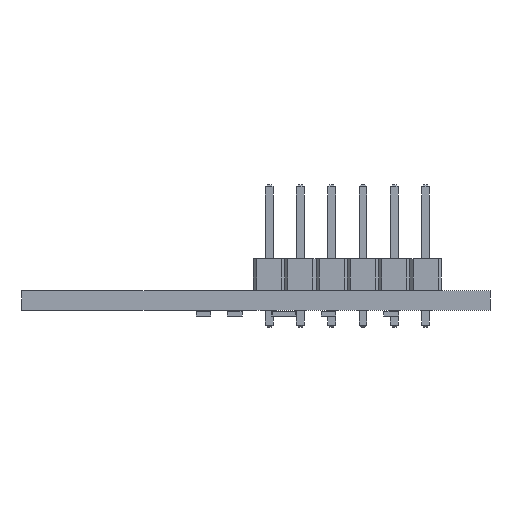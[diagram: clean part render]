
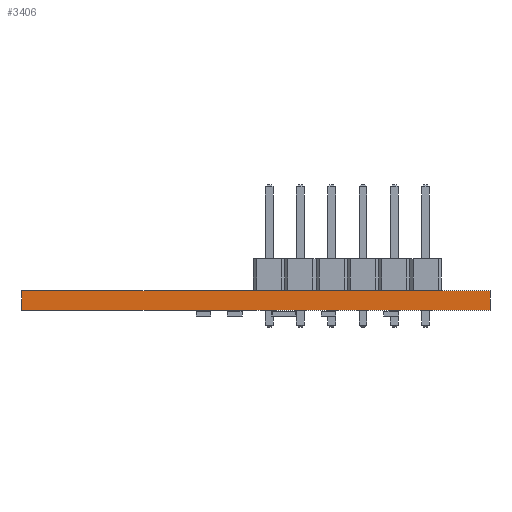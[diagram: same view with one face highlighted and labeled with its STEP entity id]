
A CAD part, front view. The second image highlights one B-rep face of the part: STEP entity #3406.
In plain terms, the highlighted planar face has unit normal (0, -1, 0).
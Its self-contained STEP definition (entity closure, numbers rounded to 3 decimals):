
#3406 = ADVANCED_FACE('',(#3407),#3421,.T.);
#3407 = FACE_BOUND('',#3408,.T.);
#3408 = EDGE_LOOP('',(#3409,#3444,#3472,#3500));
#3409 = ORIENTED_EDGE('',*,*,#3410,.T.);
#3410 = EDGE_CURVE('',#3411,#3413,#3415,.T.);
#3411 = VERTEX_POINT('',#3412);
#3412 = CARTESIAN_POINT('',(156.805,-113.174,0.));
#3413 = VERTEX_POINT('',#3414);
#3414 = CARTESIAN_POINT('',(156.805,-113.174,1.6));
#3415 = SURFACE_CURVE('',#3416,(#3420,#3432),.PCURVE_S1.);
#3416 = LINE('',#3417,#3418);
#3417 = CARTESIAN_POINT('',(156.805,-113.174,0.));
#3418 = VECTOR('',#3419,1.);
#3419 = DIRECTION('',(0.,0.,1.));
#3420 = PCURVE('',#3421,#3426);
#3421 = PLANE('',#3422);
#3422 = AXIS2_PLACEMENT_3D('',#3423,#3424,#3425);
#3423 = CARTESIAN_POINT('',(156.805,-113.174,0.));
#3424 = DIRECTION('',(0.,-1.,0.));
#3425 = DIRECTION('',(-1.,0.,0.));
#3426 = DEFINITIONAL_REPRESENTATION('',(#3427),#3431);
#3427 = LINE('',#3428,#3429);
#3428 = CARTESIAN_POINT('',(0.,-0.));
#3429 = VECTOR('',#3430,1.);
#3430 = DIRECTION('',(0.,-1.));
#3431 = ( GEOMETRIC_REPRESENTATION_CONTEXT(2) 
PARAMETRIC_REPRESENTATION_CONTEXT() REPRESENTATION_CONTEXT('2D SPACE',''
  ) );
#3432 = PCURVE('',#3433,#3438);
#3433 = PLANE('',#3434);
#3434 = AXIS2_PLACEMENT_3D('',#3435,#3436,#3437);
#3435 = CARTESIAN_POINT('',(156.805,-63.174,0.));
#3436 = DIRECTION('',(1.,0.,-0.));
#3437 = DIRECTION('',(0.,-1.,0.));
#3438 = DEFINITIONAL_REPRESENTATION('',(#3439),#3443);
#3439 = LINE('',#3440,#3441);
#3440 = CARTESIAN_POINT('',(50.,0.));
#3441 = VECTOR('',#3442,1.);
#3442 = DIRECTION('',(0.,-1.));
#3443 = ( GEOMETRIC_REPRESENTATION_CONTEXT(2) 
PARAMETRIC_REPRESENTATION_CONTEXT() REPRESENTATION_CONTEXT('2D SPACE',''
  ) );
#3444 = ORIENTED_EDGE('',*,*,#3445,.T.);
#3445 = EDGE_CURVE('',#3413,#3446,#3448,.T.);
#3446 = VERTEX_POINT('',#3447);
#3447 = CARTESIAN_POINT('',(118.805,-113.174,1.6));
#3448 = SURFACE_CURVE('',#3449,(#3453,#3460),.PCURVE_S1.);
#3449 = LINE('',#3450,#3451);
#3450 = CARTESIAN_POINT('',(156.805,-113.174,1.6));
#3451 = VECTOR('',#3452,1.);
#3452 = DIRECTION('',(-1.,0.,0.));
#3453 = PCURVE('',#3421,#3454);
#3454 = DEFINITIONAL_REPRESENTATION('',(#3455),#3459);
#3455 = LINE('',#3456,#3457);
#3456 = CARTESIAN_POINT('',(0.,-1.6));
#3457 = VECTOR('',#3458,1.);
#3458 = DIRECTION('',(1.,0.));
#3459 = ( GEOMETRIC_REPRESENTATION_CONTEXT(2) 
PARAMETRIC_REPRESENTATION_CONTEXT() REPRESENTATION_CONTEXT('2D SPACE',''
  ) );
#3460 = PCURVE('',#3461,#3466);
#3461 = PLANE('',#3462);
#3462 = AXIS2_PLACEMENT_3D('',#3463,#3464,#3465);
#3463 = CARTESIAN_POINT('',(137.805,-88.174,1.6));
#3464 = DIRECTION('',(-0.,-0.,-1.));
#3465 = DIRECTION('',(-1.,0.,0.));
#3466 = DEFINITIONAL_REPRESENTATION('',(#3467),#3471);
#3467 = LINE('',#3468,#3469);
#3468 = CARTESIAN_POINT('',(-19.,-25.));
#3469 = VECTOR('',#3470,1.);
#3470 = DIRECTION('',(1.,0.));
#3471 = ( GEOMETRIC_REPRESENTATION_CONTEXT(2) 
PARAMETRIC_REPRESENTATION_CONTEXT() REPRESENTATION_CONTEXT('2D SPACE',''
  ) );
#3472 = ORIENTED_EDGE('',*,*,#3473,.F.);
#3473 = EDGE_CURVE('',#3474,#3446,#3476,.T.);
#3474 = VERTEX_POINT('',#3475);
#3475 = CARTESIAN_POINT('',(118.805,-113.174,0.));
#3476 = SURFACE_CURVE('',#3477,(#3481,#3488),.PCURVE_S1.);
#3477 = LINE('',#3478,#3479);
#3478 = CARTESIAN_POINT('',(118.805,-113.174,0.));
#3479 = VECTOR('',#3480,1.);
#3480 = DIRECTION('',(0.,0.,1.));
#3481 = PCURVE('',#3421,#3482);
#3482 = DEFINITIONAL_REPRESENTATION('',(#3483),#3487);
#3483 = LINE('',#3484,#3485);
#3484 = CARTESIAN_POINT('',(38.,0.));
#3485 = VECTOR('',#3486,1.);
#3486 = DIRECTION('',(0.,-1.));
#3487 = ( GEOMETRIC_REPRESENTATION_CONTEXT(2) 
PARAMETRIC_REPRESENTATION_CONTEXT() REPRESENTATION_CONTEXT('2D SPACE',''
  ) );
#3488 = PCURVE('',#3489,#3494);
#3489 = PLANE('',#3490);
#3490 = AXIS2_PLACEMENT_3D('',#3491,#3492,#3493);
#3491 = CARTESIAN_POINT('',(118.805,-113.174,0.));
#3492 = DIRECTION('',(-1.,0.,0.));
#3493 = DIRECTION('',(0.,1.,0.));
#3494 = DEFINITIONAL_REPRESENTATION('',(#3495),#3499);
#3495 = LINE('',#3496,#3497);
#3496 = CARTESIAN_POINT('',(0.,0.));
#3497 = VECTOR('',#3498,1.);
#3498 = DIRECTION('',(0.,-1.));
#3499 = ( GEOMETRIC_REPRESENTATION_CONTEXT(2) 
PARAMETRIC_REPRESENTATION_CONTEXT() REPRESENTATION_CONTEXT('2D SPACE',''
  ) );
#3500 = ORIENTED_EDGE('',*,*,#3501,.F.);
#3501 = EDGE_CURVE('',#3411,#3474,#3502,.T.);
#3502 = SURFACE_CURVE('',#3503,(#3507,#3514),.PCURVE_S1.);
#3503 = LINE('',#3504,#3505);
#3504 = CARTESIAN_POINT('',(156.805,-113.174,0.));
#3505 = VECTOR('',#3506,1.);
#3506 = DIRECTION('',(-1.,0.,0.));
#3507 = PCURVE('',#3421,#3508);
#3508 = DEFINITIONAL_REPRESENTATION('',(#3509),#3513);
#3509 = LINE('',#3510,#3511);
#3510 = CARTESIAN_POINT('',(0.,-0.));
#3511 = VECTOR('',#3512,1.);
#3512 = DIRECTION('',(1.,0.));
#3513 = ( GEOMETRIC_REPRESENTATION_CONTEXT(2) 
PARAMETRIC_REPRESENTATION_CONTEXT() REPRESENTATION_CONTEXT('2D SPACE',''
  ) );
#3514 = PCURVE('',#3515,#3520);
#3515 = PLANE('',#3516);
#3516 = AXIS2_PLACEMENT_3D('',#3517,#3518,#3519);
#3517 = CARTESIAN_POINT('',(137.805,-88.174,0.));
#3518 = DIRECTION('',(-0.,-0.,-1.));
#3519 = DIRECTION('',(-1.,0.,0.));
#3520 = DEFINITIONAL_REPRESENTATION('',(#3521),#3525);
#3521 = LINE('',#3522,#3523);
#3522 = CARTESIAN_POINT('',(-19.,-25.));
#3523 = VECTOR('',#3524,1.);
#3524 = DIRECTION('',(1.,0.));
#3525 = ( GEOMETRIC_REPRESENTATION_CONTEXT(2) 
PARAMETRIC_REPRESENTATION_CONTEXT() REPRESENTATION_CONTEXT('2D SPACE',''
  ) );
